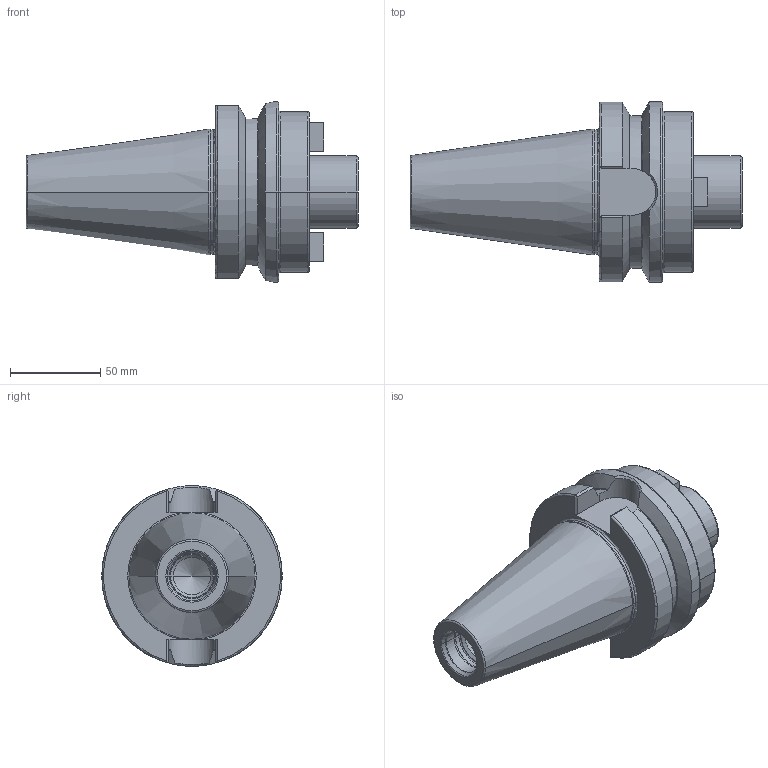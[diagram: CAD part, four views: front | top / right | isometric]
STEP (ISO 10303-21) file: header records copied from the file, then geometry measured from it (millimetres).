
FILE_DESCRIPTION((''),'2;1');
FILE_NAME('50-550-40','2011-09-06T',('mei'),(''),'PRO/ENGINEER BY PARAMETRIC TECHNOLOGY CORPORATION, 2010430','PRO/ENGINEER BY PARAMETRIC TECHNOLOGY CORPORATION, 2010430','');
FILE_SCHEMA(('CONFIG_CONTROL_DESIGN'));
Length unit declared in the file: millimetre
Products named in the file (1): 50-550-40
Bounding box: 183.8 x 99.97 x 99.97 mm (x, y, z)
Volume: 592054.8 mm3; surface area: 71847.7 mm2
Topology: 1 solids, 7 shells, 141 faces, 344 edges, 208 vertices
Faces by surface type: cylinder 42, plane 41, torus 26, cone 26, bspline 6
Entity records: 4546 total; most frequent: CARTESIAN_POINT 1237, DIRECTION 722, ORIENTED_EDGE 636, EDGE_CURVE 330, AXIS2_PLACEMENT_3D 294, VERTEX_POINT 208, EDGE_LOOP 158, CIRCLE 158
